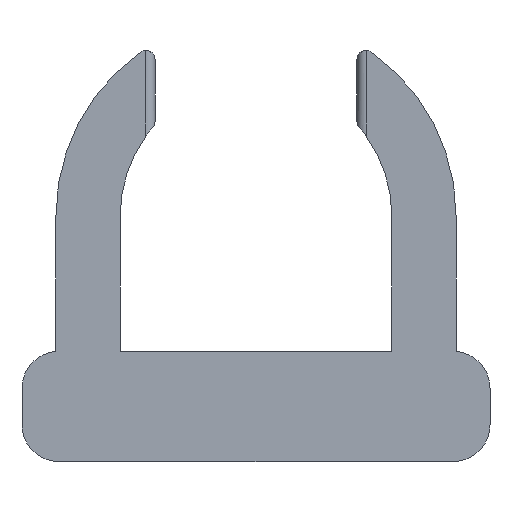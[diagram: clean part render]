
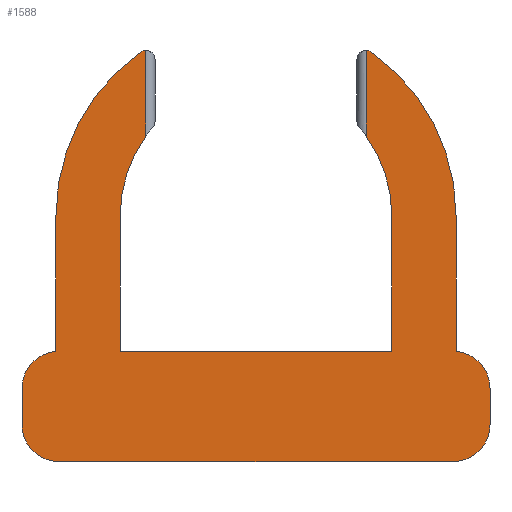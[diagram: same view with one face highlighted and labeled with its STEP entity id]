
A CAD part, front view. The second image highlights one B-rep face of the part: STEP entity #1588.
In plain terms, the highlighted face is planar.
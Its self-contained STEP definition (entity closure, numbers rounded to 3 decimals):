
#49=PLANE('',#1692);
#107=FACE_OUTER_BOUND('',#194,.T.);
#194=EDGE_LOOP('',(#1084,#1085,#1086,#1087,#1088,#1089,#1090,#1091,#1092,
#1093,#1094,#1095,#1096,#1097,#1098,#1099,#1100,#1101,#1102,#1103));
#286=LINE('',#2313,#462);
#289=LINE('',#2319,#465);
#290=LINE('',#2323,#466);
#291=LINE('',#2327,#467);
#292=LINE('',#2333,#468);
#293=LINE('',#2337,#469);
#294=LINE('',#2339,#470);
#295=LINE('',#2341,#471);
#296=LINE('',#2345,#472);
#297=LINE('',#2351,#473);
#462=VECTOR('',#1846,10.);
#465=VECTOR('',#1851,10.);
#466=VECTOR('',#1854,10.);
#467=VECTOR('',#1857,10.);
#468=VECTOR('',#1862,10.);
#469=VECTOR('',#1865,10.);
#470=VECTOR('',#1866,10.);
#471=VECTOR('',#1867,10.);
#472=VECTOR('',#1870,10.);
#473=VECTOR('',#1875,10.);
#636=CIRCLE('',#1689,2.);
#638=CIRCLE('',#1693,2.);
#639=CIRCLE('',#1694,2.);
#640=CIRCLE('',#1695,10.9);
#641=CIRCLE('',#1696,0.5);
#642=CIRCLE('',#1697,7.4);
#643=CIRCLE('',#1698,7.4);
#644=CIRCLE('',#1699,0.5);
#645=CIRCLE('',#1700,10.9);
#646=CIRCLE('',#1701,2.);
#676=VERTEX_POINT('',#2303);
#677=VERTEX_POINT('',#2304);
#680=VERTEX_POINT('',#2312);
#682=VERTEX_POINT('',#2318);
#683=VERTEX_POINT('',#2320);
#684=VERTEX_POINT('',#2322);
#685=VERTEX_POINT('',#2324);
#686=VERTEX_POINT('',#2326);
#687=VERTEX_POINT('',#2328);
#688=VERTEX_POINT('',#2330);
#689=VERTEX_POINT('',#2332);
#690=VERTEX_POINT('',#2334);
#691=VERTEX_POINT('',#2336);
#692=VERTEX_POINT('',#2338);
#693=VERTEX_POINT('',#2340);
#694=VERTEX_POINT('',#2342);
#695=VERTEX_POINT('',#2344);
#696=VERTEX_POINT('',#2346);
#697=VERTEX_POINT('',#2348);
#698=VERTEX_POINT('',#2350);
#836=EDGE_CURVE('',#676,#677,#636,.T.);
#840=EDGE_CURVE('',#680,#677,#286,.T.);
#843=EDGE_CURVE('',#676,#682,#289,.T.);
#844=EDGE_CURVE('',#683,#682,#638,.T.);
#845=EDGE_CURVE('',#683,#684,#290,.T.);
#846=EDGE_CURVE('',#685,#684,#639,.T.);
#847=EDGE_CURVE('',#686,#685,#291,.T.);
#848=EDGE_CURVE('',#686,#687,#640,.T.);
#849=EDGE_CURVE('',#688,#687,#641,.T.);
#850=EDGE_CURVE('',#689,#688,#292,.T.);
#851=EDGE_CURVE('',#690,#689,#642,.T.);
#852=EDGE_CURVE('',#691,#690,#293,.T.);
#853=EDGE_CURVE('',#692,#691,#294,.T.);
#854=EDGE_CURVE('',#693,#692,#295,.T.);
#855=EDGE_CURVE('',#694,#693,#643,.T.);
#856=EDGE_CURVE('',#695,#694,#296,.T.);
#857=EDGE_CURVE('',#696,#695,#644,.T.);
#858=EDGE_CURVE('',#696,#697,#645,.T.);
#859=EDGE_CURVE('',#698,#697,#297,.T.);
#860=EDGE_CURVE('',#680,#698,#646,.T.);
#1084=ORIENTED_EDGE('',*,*,#836,.F.);
#1085=ORIENTED_EDGE('',*,*,#843,.T.);
#1086=ORIENTED_EDGE('',*,*,#844,.F.);
#1087=ORIENTED_EDGE('',*,*,#845,.T.);
#1088=ORIENTED_EDGE('',*,*,#846,.F.);
#1089=ORIENTED_EDGE('',*,*,#847,.F.);
#1090=ORIENTED_EDGE('',*,*,#848,.T.);
#1091=ORIENTED_EDGE('',*,*,#849,.F.);
#1092=ORIENTED_EDGE('',*,*,#850,.F.);
#1093=ORIENTED_EDGE('',*,*,#851,.F.);
#1094=ORIENTED_EDGE('',*,*,#852,.F.);
#1095=ORIENTED_EDGE('',*,*,#853,.F.);
#1096=ORIENTED_EDGE('',*,*,#854,.F.);
#1097=ORIENTED_EDGE('',*,*,#855,.F.);
#1098=ORIENTED_EDGE('',*,*,#856,.F.);
#1099=ORIENTED_EDGE('',*,*,#857,.F.);
#1100=ORIENTED_EDGE('',*,*,#858,.T.);
#1101=ORIENTED_EDGE('',*,*,#859,.F.);
#1102=ORIENTED_EDGE('',*,*,#860,.F.);
#1103=ORIENTED_EDGE('',*,*,#840,.T.);
#1588=ADVANCED_FACE('',(#107),#49,.F.);
#1689=AXIS2_PLACEMENT_3D('',#2305,#1838,#1839);
#1692=AXIS2_PLACEMENT_3D('',#2317,#1849,#1850);
#1693=AXIS2_PLACEMENT_3D('',#2321,#1852,#1853);
#1694=AXIS2_PLACEMENT_3D('',#2325,#1855,#1856);
#1695=AXIS2_PLACEMENT_3D('',#2329,#1858,#1859);
#1696=AXIS2_PLACEMENT_3D('',#2331,#1860,#1861);
#1697=AXIS2_PLACEMENT_3D('',#2335,#1863,#1864);
#1698=AXIS2_PLACEMENT_3D('',#2343,#1868,#1869);
#1699=AXIS2_PLACEMENT_3D('',#2347,#1871,#1872);
#1700=AXIS2_PLACEMENT_3D('',#2349,#1873,#1874);
#1701=AXIS2_PLACEMENT_3D('',#2352,#1876,#1877);
#1838=DIRECTION('center_axis',(0.,0.,1.));
#1839=DIRECTION('ref_axis',(-0.707,0.707,0.));
#1846=DIRECTION('',(0.,1.,0.));
#1849=DIRECTION('center_axis',(0.,0.,1.));
#1850=DIRECTION('ref_axis',(-1.,0.,0.));
#1851=DIRECTION('',(1.,0.,0.));
#1852=DIRECTION('center_axis',(0.,0.,1.));
#1853=DIRECTION('ref_axis',(0.707,0.707,0.));
#1854=DIRECTION('',(0.,-1.,0.));
#1855=DIRECTION('center_axis',(0.,0.,1.));
#1856=DIRECTION('ref_axis',(0.707,-0.707,0.));
#1857=DIRECTION('',(0.,1.,0.));
#1858=DIRECTION('center_axis',(0.,0.,-1.));
#1859=DIRECTION('ref_axis',(1.,0.,0.));
#1860=DIRECTION('center_axis',(0.,0.,1.));
#1861=DIRECTION('ref_axis',(-0.46,-0.888,0.));
#1862=DIRECTION('',(0.,-1.,0.));
#1863=DIRECTION('center_axis',(0.,0.,-1.));
#1864=DIRECTION('ref_axis',(1.,0.,0.));
#1865=DIRECTION('',(0.,-1.,0.));
#1866=DIRECTION('',(1.,0.,0.));
#1867=DIRECTION('',(0.,1.,0.));
#1868=DIRECTION('center_axis',(0.,0.,-1.));
#1869=DIRECTION('ref_axis',(1.,0.,0.));
#1870=DIRECTION('',(0.,1.,0.));
#1871=DIRECTION('center_axis',(0.,0.,1.));
#1872=DIRECTION('ref_axis',(0.46,-0.888,0.));
#1873=DIRECTION('center_axis',(0.,0.,-1.));
#1874=DIRECTION('ref_axis',(1.,0.,0.));
#1875=DIRECTION('',(0.,-1.,0.));
#1876=DIRECTION('center_axis',(0.,0.,1.));
#1877=DIRECTION('ref_axis',(-0.707,-0.707,0.));
#2303=CARTESIAN_POINT('',(-10.75,-15.4,-20.));
#2304=CARTESIAN_POINT('',(-12.75,-17.4,-20.));
#2305=CARTESIAN_POINT('Origin',(-10.75,-17.4,-20.));
#2312=CARTESIAN_POINT('',(-12.75,-19.4,-20.));
#2313=CARTESIAN_POINT('',(-12.75,-20.1,-20.));
#2317=CARTESIAN_POINT('Origin',(17.75,-22.,-20.));
#2318=CARTESIAN_POINT('',(10.75,-15.4,-20.));
#2319=CARTESIAN_POINT('',(8.875,-15.4,-20.));
#2320=CARTESIAN_POINT('',(12.75,-17.4,-20.));
#2321=CARTESIAN_POINT('Origin',(10.75,-17.4,-20.));
#2322=CARTESIAN_POINT('',(12.75,-19.4,-20.));
#2323=CARTESIAN_POINT('',(12.75,-20.1,-20.));
#2324=CARTESIAN_POINT('',(10.9,-21.394,-20.));
#2325=CARTESIAN_POINT('Origin',(10.75,-19.4,-20.));
#2326=CARTESIAN_POINT('',(10.9,-28.8,-20.));
#2327=CARTESIAN_POINT('',(10.9,-25.4,-20.));
#2328=CARTESIAN_POINT('',(6.288,-37.703,-20.));
#2329=CARTESIAN_POINT('Origin',(0.,-28.8,-20.));
#2330=CARTESIAN_POINT('',(6.,-37.795,-20.));
#2331=CARTESIAN_POINT('Origin',(6.,-37.295,-20.));
#2332=CARTESIAN_POINT('',(6.,-33.131,-20.));
#2333=CARTESIAN_POINT('',(6.,-27.875,-20.));
#2334=CARTESIAN_POINT('',(7.4,-28.8,-20.));
#2335=CARTESIAN_POINT('Origin',(0.,-28.8,-20.));
#2336=CARTESIAN_POINT('',(7.4,-21.4,-20.));
#2337=CARTESIAN_POINT('',(7.4,-21.4,-20.));
#2338=CARTESIAN_POINT('',(-7.4,-21.4,-20.));
#2339=CARTESIAN_POINT('',(8.875,-21.4,-20.));
#2340=CARTESIAN_POINT('',(-7.4,-28.8,-20.));
#2341=CARTESIAN_POINT('',(-7.4,-28.8,-20.));
#2342=CARTESIAN_POINT('',(-6.,-33.131,-20.));
#2343=CARTESIAN_POINT('Origin',(0.,-28.8,-20.));
#2344=CARTESIAN_POINT('',(-6.,-37.795,-20.));
#2345=CARTESIAN_POINT('',(-6.,-30.105,-20.));
#2346=CARTESIAN_POINT('',(-6.288,-37.703,-20.));
#2347=CARTESIAN_POINT('Origin',(-6.,-37.295,-20.));
#2348=CARTESIAN_POINT('',(-10.9,-28.8,-20.));
#2349=CARTESIAN_POINT('Origin',(0.,-28.8,-20.));
#2350=CARTESIAN_POINT('',(-10.9,-21.394,-20.));
#2351=CARTESIAN_POINT('',(-10.9,-21.7,-20.));
#2352=CARTESIAN_POINT('Origin',(-10.75,-19.4,-20.));
